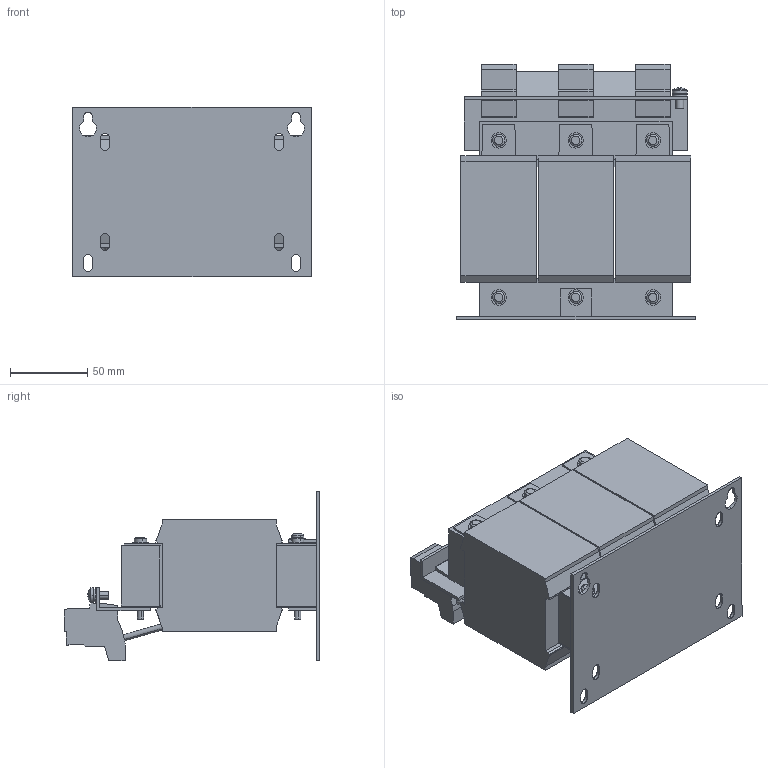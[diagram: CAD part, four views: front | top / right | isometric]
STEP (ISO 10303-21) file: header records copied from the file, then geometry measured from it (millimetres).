
FILE_DESCRIPTION (( 'STEP AP214' ), '1' );
FILE_NAME ('959600.STEP', '2024-10-14T11:41:58', ( '' ), ( '' ), 'SwSTEP 2.0', 'SolidWorks 2022', '' );
FILE_SCHEMA (( 'AUTOMOTIVE_DESIGN' ));
Length unit declared in the file: millimetre
Products named in the file (1): 959600
Bounding box: 155 x 165.85 x 110.07 mm (x, y, z)
Volume: 1202069.8 mm3; surface area: 157568.8 mm2
Topology: 1 solids, 1 shells, 717 faces, 2000 edges, 1317 vertices
Faces by surface type: plane 551, cylinder 141, sphere 14, cone 6, torus 5
Entity records: 22984 total; most frequent: CARTESIAN_POINT 4297, ORIENTED_EDGE 3996, DIRECTION 3716, EDGE_CURVE 1998, VECTOR 1588, LINE 1588, VERTEX_POINT 1317, AXIS2_PLACEMENT_3D 1064
